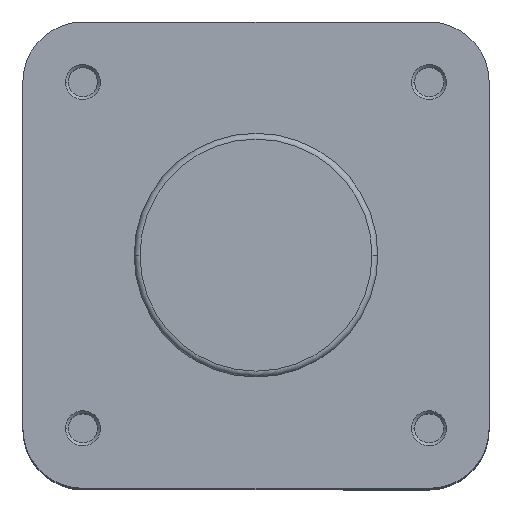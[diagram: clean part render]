
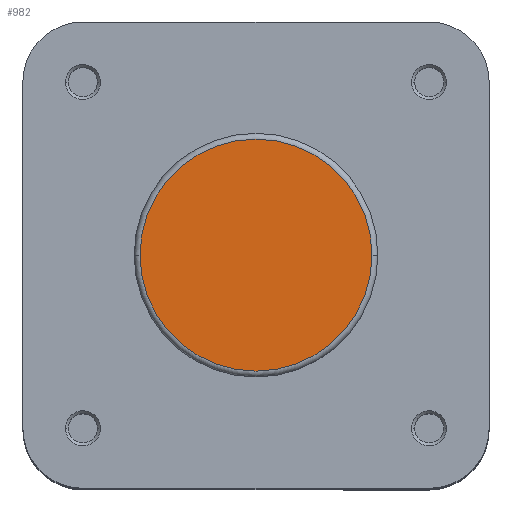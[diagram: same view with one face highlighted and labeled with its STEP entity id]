
A CAD part, top view. The second image highlights one B-rep face of the part: STEP entity #982.
In plain terms, the highlighted planar face has unit normal (0, 0, 1).
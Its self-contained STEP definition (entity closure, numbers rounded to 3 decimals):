
#118 = AXIS2_PLACEMENT_3D ( 'NONE', #2290, #2278, #2276 ) ;
#142 = AXIS2_PLACEMENT_3D ( 'NONE', #1846, #1845, #1899 ) ;
#157 = EDGE_CURVE ( 'NONE', #1995, #1834, #4771, .T. ) ;
#207 = EDGE_CURVE ( 'NONE', #1834, #1995, #2446, .T. ) ;
#855 = AXIS2_PLACEMENT_3D ( 'NONE', #3970, #3976, #3977 ) ;
#982 = ADVANCED_FACE ( 'NONE', ( #2970 ), #3966, .F. ) ;
#1834 = VERTEX_POINT ( 'NONE', #4592 ) ;
#1845 = DIRECTION ( 'NONE',  ( 0., 0., 1. ) ) ;
#1846 = CARTESIAN_POINT ( 'NONE',  ( 0., 0., 0. ) ) ;
#1899 = DIRECTION ( 'NONE',  ( -1., 0., 0. ) ) ;
#1995 = VERTEX_POINT ( 'NONE', #4643 ) ;
#2276 = DIRECTION ( 'NONE',  ( -1., 0., 0. ) ) ;
#2278 = DIRECTION ( 'NONE',  ( 0., 0., 1. ) ) ;
#2290 = CARTESIAN_POINT ( 'NONE',  ( 0., 0., 0. ) ) ;
#2353 = ORIENTED_EDGE ( 'NONE', *, *, #157, .T. ) ;
#2394 = ORIENTED_EDGE ( 'NONE', *, *, #207, .T. ) ;
#2446 = CIRCLE ( 'NONE', #118, 19.9 ) ;
#2970 = FACE_OUTER_BOUND ( 'NONE', #3039, .T. ) ;
#3039 = EDGE_LOOP ( 'NONE', ( #2394, #2353 ) ) ;
#3966 = PLANE ( 'NONE',  #855 ) ;
#3970 = CARTESIAN_POINT ( 'NONE',  ( 0., 20.9, 0. ) ) ;
#3976 = DIRECTION ( 'NONE',  ( 0., 0., -1. ) ) ;
#3977 = DIRECTION ( 'NONE',  ( -1., 0., 0. ) ) ;
#4592 = CARTESIAN_POINT ( 'NONE',  ( -19.9, 0., 0. ) ) ;
#4643 = CARTESIAN_POINT ( 'NONE',  ( 19.9, 0., 0. ) ) ;
#4771 = CIRCLE ( 'NONE', #142, 19.9 ) ;
